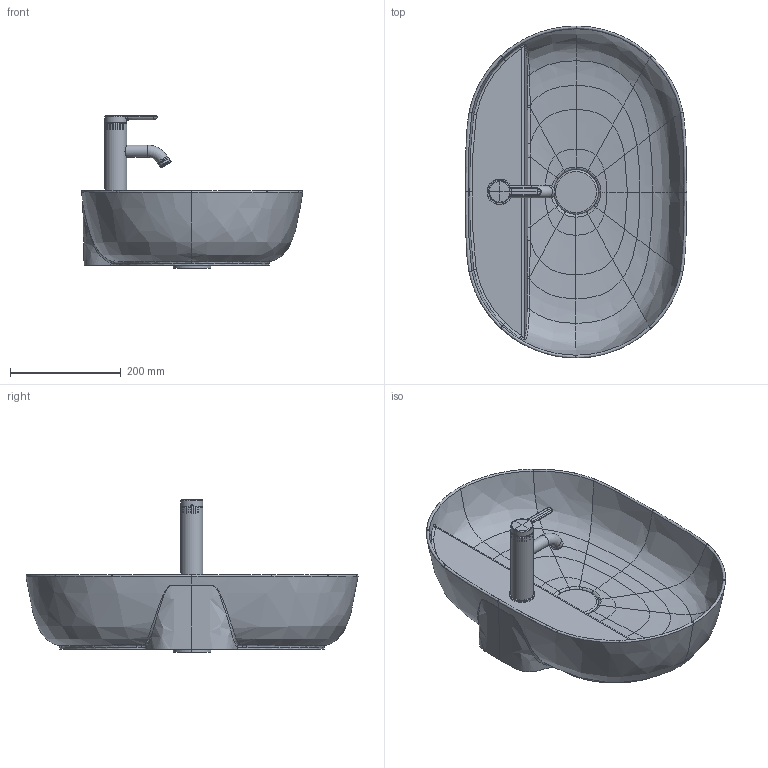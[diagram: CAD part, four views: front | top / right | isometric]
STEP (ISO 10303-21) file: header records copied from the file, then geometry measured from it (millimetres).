
FILE_DESCRIPTION((''),'2;1');
FILE_NAME('038060.stp','2017-06-21T20:02:37',('Administrator'),(''),'Autodesk Inventor 2011','Autodesk Inventor 2011','');
FILE_SCHEMA(('CONFIG_CONTROL_DESIGN'));
Length unit declared in the file: millimetre
Products named in the file (10): 038060; Kelch_Stopfen LUV Bgr; Armatur C1 Handwaschbecken; 509114_ASM; 615830; 615831; 636748; 615729; 615737
Assembly tree (9 placements, depth 4):
  038060
    038060
    Kelch_Stopfen LUV Bgr
    Armatur C1 Handwaschbecken
      509114_ASM
        615830
        615831
      636748
      615729
      615737
Bounding box: 400.19 x 600.2 x 275.72 mm (x, y, z)
Volume: 8119653 mm3; surface area: 788634.2 mm2
Topology: 8 solids, 11 shells, 455 faces, 1031 edges, 605 vertices
Faces by surface type: bspline 273, plane 83, cylinder 59, torus 22, cone 14, sphere 4
Full cylindrical faces by diameter (mm): 6 x1, 16 x1, 16.5 x2, 17.3 x1, 17.55 x1, 18.5 x2, 18.75 x1, 22 x2, 27.189 x1, 30.452 x1, 34 x1, 34.5 x1, 35 x1, 35.4 x1, 35.5 x1, 36.282 x1, 36.9 x4, 37.3 x1, 37.6 x1, 40 x2, 42.5 x1, 42.677 x1, 45.31 x1, 46 x1, 80.103 x1
Entity records: 60562 total; most frequent: CARTESIAN_POINT 51627, ORIENTED_EDGE 1918, DIRECTION 1192, EDGE_CURVE 959, VERTEX_POINT 590, EDGE_LOOP 539, AXIS2_PLACEMENT_3D 515, B_SPLINE_CURVE_WITH_KNOTS 469
